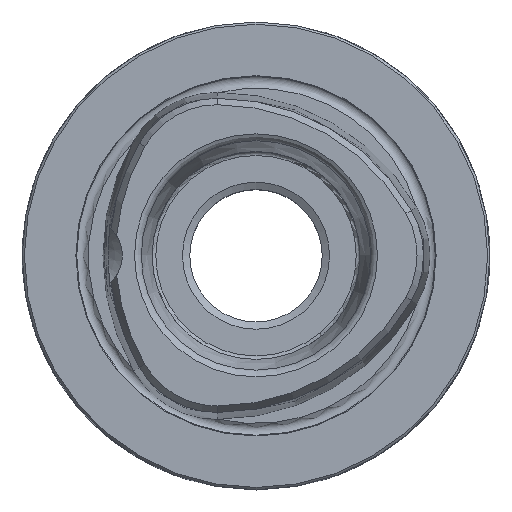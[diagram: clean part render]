
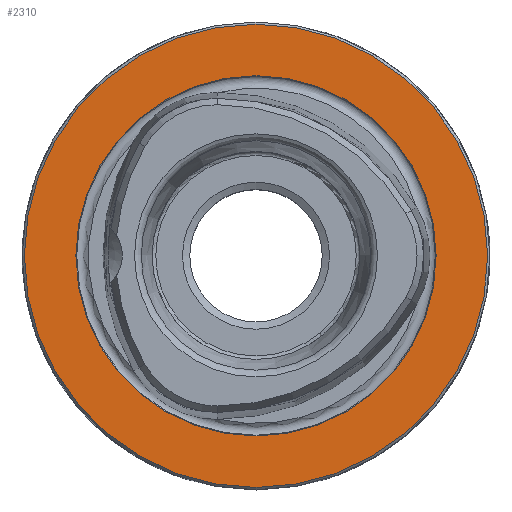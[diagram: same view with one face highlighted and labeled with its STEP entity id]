
A CAD part, top view. The second image highlights one B-rep face of the part: STEP entity #2310.
In plain terms, the highlighted planar face has unit normal (0, 0, 1).
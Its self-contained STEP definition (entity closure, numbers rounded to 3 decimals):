
#225=PLANE('',#2502);
#590=ORIENTED_EDGE('',*,*,#898,.T.);
#591=ORIENTED_EDGE('',*,*,#897,.F.);
#897=EDGE_CURVE('',#1064,#1064,#1149,.T.);
#898=EDGE_CURVE('',#1065,#1065,#1150,.T.);
#1064=VERTEX_POINT('',#3656);
#1065=VERTEX_POINT('',#3659);
#1149=CIRCLE('',#2501,24.264);
#1150=CIRCLE('',#2503,31.2);
#1249=EDGE_LOOP('',(#590));
#1250=EDGE_LOOP('',(#591));
#1401=FACE_BOUND('',#1249,.T.);
#1402=FACE_BOUND('',#1250,.T.);
#2310=ADVANCED_FACE('',(#1401,#1402),#225,.T.);
#2501=AXIS2_PLACEMENT_3D('',#3655,#2878,#2879);
#2502=AXIS2_PLACEMENT_3D('',#3657,#2880,#2881);
#2503=AXIS2_PLACEMENT_3D('',#3658,#2882,#2883);
#2878=DIRECTION('',(0.,0.,1.));
#2879=DIRECTION('',(1.,0.,0.));
#2880=DIRECTION('',(0.,0.,1.));
#2881=DIRECTION('',(1.,0.,0.));
#2882=DIRECTION('',(0.,0.,1.));
#2883=DIRECTION('',(1.,0.,0.));
#3655=CARTESIAN_POINT('',(0.,0.,0.));
#3656=CARTESIAN_POINT('',(24.264,0.,0.));
#3657=CARTESIAN_POINT('',(24.2,0.,0.));
#3658=CARTESIAN_POINT('',(0.,0.,0.));
#3659=CARTESIAN_POINT('',(31.2,0.,0.));
